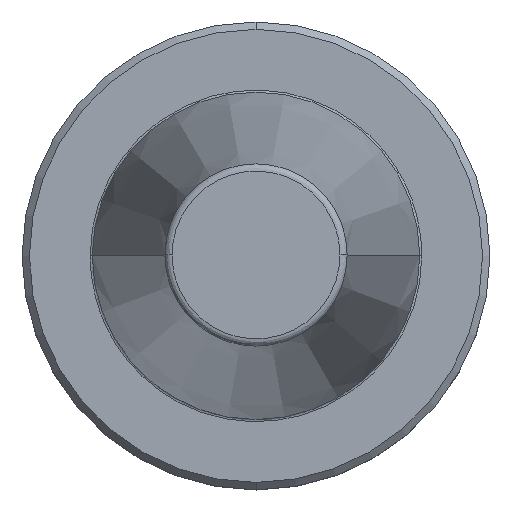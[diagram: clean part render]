
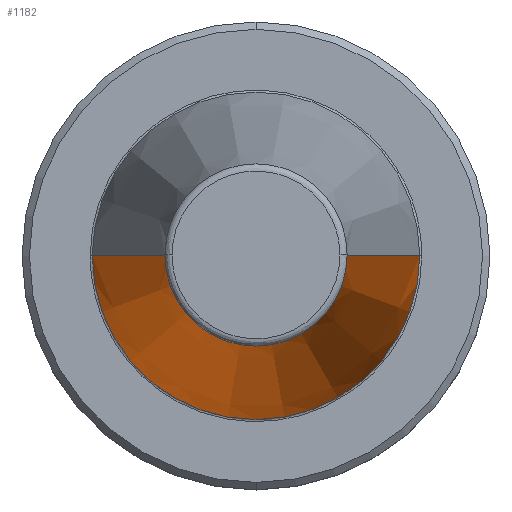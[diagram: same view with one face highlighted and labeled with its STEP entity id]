
A CAD part, top view. The second image highlights one B-rep face of the part: STEP entity #1182.
In plain terms, the highlighted conical face has half-angle 8.297 degrees and reference radius 22.225 mm.
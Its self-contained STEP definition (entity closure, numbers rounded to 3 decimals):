
#47 = AXIS2_PLACEMENT_3D ( 'NONE', #604, #606, #613 ) ;
#222 = CARTESIAN_POINT ( 'NONE',  ( 22.225, 0., 0. ) ) ;
#266 = EDGE_LOOP ( 'NONE', ( #643, #605, #662, #828 ) ) ;
#274 = AXIS2_PLACEMENT_3D ( 'NONE', #862, #861, #860 ) ;
#482 = CARTESIAN_POINT ( 'NONE',  ( -22.225, 0., 0. ) ) ;
#508 = DIRECTION ( 'NONE',  ( -0.144, 0., -0.99 ) ) ;
#548 = CARTESIAN_POINT ( 'NONE',  ( 22.225, 0., 0. ) ) ;
#549 = DIRECTION ( 'NONE',  ( 0.144, 0., -0.99 ) ) ;
#556 = EDGE_CURVE ( 'NONE', #1239, #567, #1486, .T. ) ;
#567 = VERTEX_POINT ( 'NONE', #1098 ) ;
#569 = CARTESIAN_POINT ( 'NONE',  ( 12.375, 0., 67.544 ) ) ;
#604 = CARTESIAN_POINT ( 'NONE',  ( 0., 0., 0. ) ) ;
#605 = ORIENTED_EDGE ( 'NONE', *, *, #556, .T. ) ;
#606 = DIRECTION ( 'NONE',  ( 0., 0., -1. ) ) ;
#613 = DIRECTION ( 'NONE',  ( -1., 0., 0. ) ) ;
#643 = ORIENTED_EDGE ( 'NONE', *, *, #1280, .F. ) ;
#662 = ORIENTED_EDGE ( 'NONE', *, *, #1357, .T. ) ;
#734 = VERTEX_POINT ( 'NONE', #1177 ) ;
#741 = AXIS2_PLACEMENT_3D ( 'NONE', #1153, #1127, #1121 ) ;
#770 = VECTOR ( 'NONE', #508, 1000. ) ;
#787 = LINE ( 'NONE', #482, #770 ) ;
#828 = ORIENTED_EDGE ( 'NONE', *, *, #998, .T. ) ;
#855 = CIRCLE ( 'NONE', #274, 22.225 ) ;
#860 = DIRECTION ( 'NONE',  ( -1., 0., 0. ) ) ;
#861 = DIRECTION ( 'NONE',  ( 0., 0., 1. ) ) ;
#862 = CARTESIAN_POINT ( 'NONE',  ( 0., 0., 0. ) ) ;
#958 = VECTOR ( 'NONE', #549, 1000. ) ;
#998 = EDGE_CURVE ( 'NONE', #734, #1382, #855, .T. ) ;
#1044 = LINE ( 'NONE', #548, #958 ) ;
#1098 = CARTESIAN_POINT ( 'NONE',  ( -12.375, 0., 67.544 ) ) ;
#1121 = DIRECTION ( 'NONE',  ( -1., 0., 0. ) ) ;
#1127 = DIRECTION ( 'NONE',  ( 0., 0., -1. ) ) ;
#1153 = CARTESIAN_POINT ( 'NONE',  ( 0., 0., 67.544 ) ) ;
#1177 = CARTESIAN_POINT ( 'NONE',  ( -22.225, 0., 0. ) ) ;
#1182 = ADVANCED_FACE ( 'NONE', ( #1341 ), #1237, .T. ) ;
#1237 = CONICAL_SURFACE ( 'NONE', #47, 22.225, 0.145 ) ;
#1239 = VERTEX_POINT ( 'NONE', #569 ) ;
#1280 = EDGE_CURVE ( 'NONE', #1239, #1382, #1044, .T. ) ;
#1341 = FACE_OUTER_BOUND ( 'NONE', #266, .T. ) ;
#1357 = EDGE_CURVE ( 'NONE', #567, #734, #787, .T. ) ;
#1382 = VERTEX_POINT ( 'NONE', #222 ) ;
#1486 = CIRCLE ( 'NONE', #741, 12.375 ) ;
